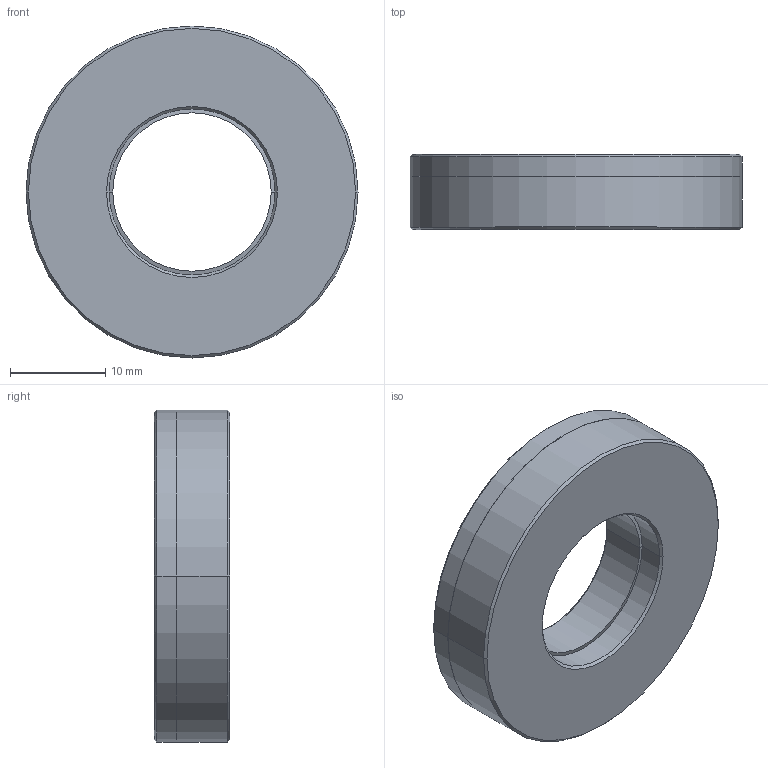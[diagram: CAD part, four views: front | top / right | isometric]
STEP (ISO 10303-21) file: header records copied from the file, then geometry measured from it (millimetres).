
FILE_DESCRIPTION((''),'2;1');
FILE_NAME('ILC66086200','2005-06-28T',('KR'),(''),'PRO/ENGINEER BY PARAMETRIC TECHNOLOGY CORPORATION, 2004290','PRO/ENGINEER BY PARAMETRIC TECHNOLOGY CORPORATION, 2004290','');
FILE_SCHEMA(('AUTOMOTIVE_DESIGN_CC2 { 1 2 10303 214 -1 1 5 2 }'));
Length unit declared in the file: inch
Products named in the file (1): ILC66086200
Bounding box: 34.92 x 7.92 x 34.92 mm (x, y, z)
Volume: 5773.2 mm3; surface area: 4235.2 mm2
Topology: 2 solids, 2 shells, 22 faces, 44 edges, 24 vertices
Faces by surface type: cone 8, cylinder 8, sphere 4, plane 2
Entity records: 850 total; most frequent: DIRECTION 116, COLOUR_RGB 105, CARTESIAN_POINT 90, ORIENTED_EDGE 88, AXIS2_PLACEMENT_3D 50, EDGE_CURVE 44, CIRCLE 28, VERTEX_POINT 24
